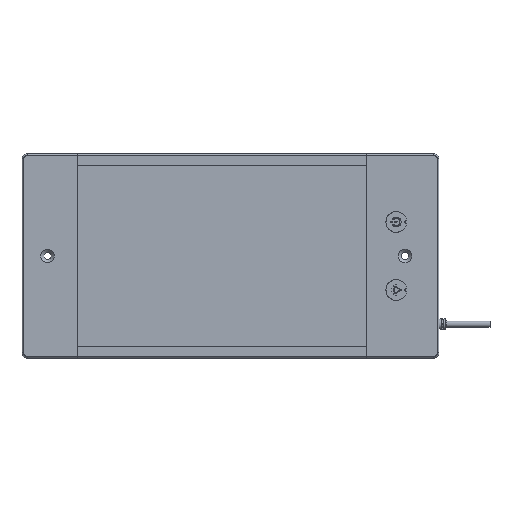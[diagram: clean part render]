
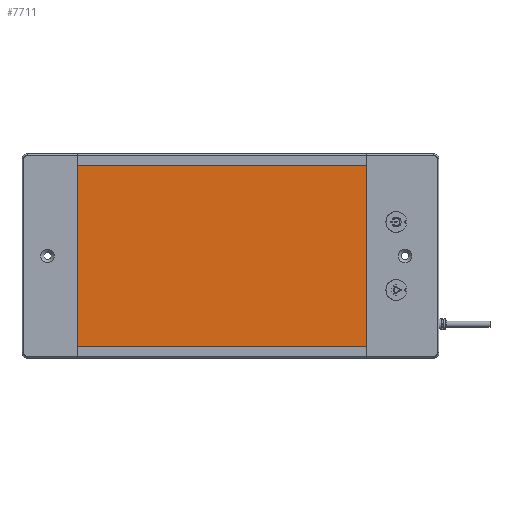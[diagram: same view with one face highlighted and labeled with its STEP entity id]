
A CAD part, top view. The second image highlights one B-rep face of the part: STEP entity #7711.
In plain terms, the highlighted planar face has unit normal (0, 0, 1).
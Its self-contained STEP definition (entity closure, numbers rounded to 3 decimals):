
#7655=CARTESIAN_POINT('',(202.5,-53.,9.));
#7656=VERTEX_POINT('',#7655);
#7663=CARTESIAN_POINT('',(32.5,-53.,9.));
#7664=VERTEX_POINT('',#7663);
#7665=CARTESIAN_POINT('',(32.5,-53.,9.));
#7666=DIRECTION('',(1.0,0.0,0.0));
#7667=VECTOR('',#7666,170.0);
#7668=LINE('',#7665,#7667);
#7669=EDGE_CURVE('',#7664,#7656,#7668,.T.);
#7681=CARTESIAN_POINT('',(487.,7.,9.));
#7682=DIRECTION('',(0.0,0.0,1.0));
#7683=DIRECTION('',(1.0,0.0,0.0));
#7684=AXIS2_PLACEMENT_3D('',#7681,#7682,#7683);
#7685=PLANE('',#7684);
#7686=CARTESIAN_POINT('',(202.5,53.,9.));
#7687=VERTEX_POINT('',#7686);
#7688=CARTESIAN_POINT('',(202.5,53.,9.));
#7689=DIRECTION('',(0.0,-1.0,0.0));
#7690=VECTOR('',#7689,106.0);
#7691=LINE('',#7688,#7690);
#7692=EDGE_CURVE('',#7687,#7656,#7691,.T.);
#7693=ORIENTED_EDGE('',*,*,#7692,.F.);
#7694=CARTESIAN_POINT('',(32.5,53.,9.));
#7695=VERTEX_POINT('',#7694);
#7696=CARTESIAN_POINT('',(32.5,53.,9.));
#7697=DIRECTION('',(1.0,0.0,0.0));
#7698=VECTOR('',#7697,170.0);
#7699=LINE('',#7696,#7698);
#7700=EDGE_CURVE('',#7695,#7687,#7699,.T.);
#7701=ORIENTED_EDGE('',*,*,#7700,.F.);
#7702=CARTESIAN_POINT('',(32.5,-53.,9.));
#7703=DIRECTION('',(0.0,1.0,0.0));
#7704=VECTOR('',#7703,106.0);
#7705=LINE('',#7702,#7704);
#7706=EDGE_CURVE('',#7664,#7695,#7705,.T.);
#7707=ORIENTED_EDGE('',*,*,#7706,.F.);
#7708=ORIENTED_EDGE('',*,*,#7669,.T.);
#7709=EDGE_LOOP('',(#7693,#7701,#7707,#7708));
#7710=FACE_OUTER_BOUND('',#7709,.T.);
#7711=ADVANCED_FACE('',(#7710),#7685,.T.);
